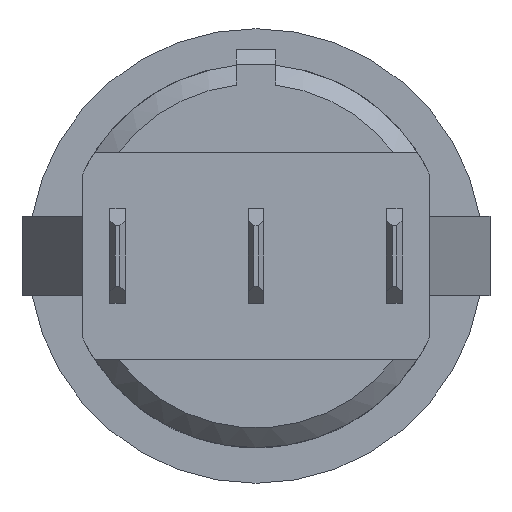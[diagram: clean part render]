
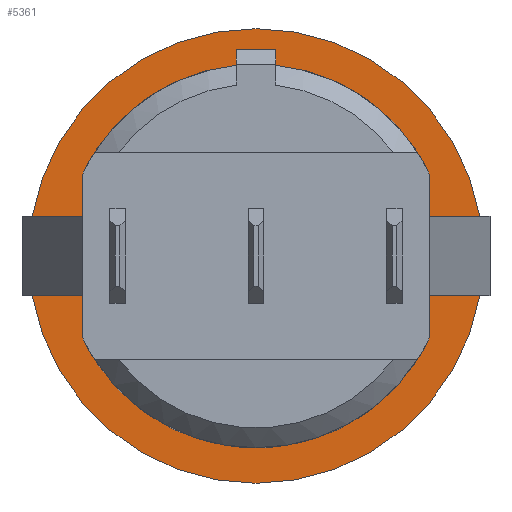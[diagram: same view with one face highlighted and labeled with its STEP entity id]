
A CAD part, front view. The second image highlights one B-rep face of the part: STEP entity #5361.
In plain terms, the highlighted planar face has unit normal (0, -1, 0).
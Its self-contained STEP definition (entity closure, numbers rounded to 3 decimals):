
#114 = CARTESIAN_POINT ( 'NONE',  ( -9.7, 15., 2. ) ) ;
#358 = LINE ( 'NONE', #11469, #4102 ) ;
#403 = DIRECTION ( 'NONE',  ( 0., 1., 0. ) ) ;
#448 = CARTESIAN_POINT ( 'NONE',  ( -8.8, 15., -4.08 ) ) ;
#538 = DIRECTION ( 'NONE',  ( 1., 0., 0. ) ) ;
#567 = CARTESIAN_POINT ( 'NONE',  ( 1., 15., 10.45 ) ) ;
#580 = DIRECTION ( 'NONE',  ( 0., 0., -1. ) ) ;
#679 = ORIENTED_EDGE ( 'NONE', *, *, #6201, .F. ) ;
#763 = CIRCLE ( 'NONE', #2705, 9.7 ) ;
#813 = CIRCLE ( 'NONE', #10398, 9.7 ) ;
#834 = LINE ( 'NONE', #10278, #8509 ) ;
#958 = LINE ( 'NONE', #8417, #6932 ) ;
#1070 = VECTOR ( 'NONE', #580, 1000. ) ;
#1120 = CARTESIAN_POINT ( 'NONE',  ( 10.169, 15., 2. ) ) ;
#1144 = AXIS2_PLACEMENT_3D ( 'NONE', #6825, #8606, #7570 ) ;
#1168 = DIRECTION ( 'NONE',  ( 0., 0., 1. ) ) ;
#1411 = VERTEX_POINT ( 'NONE', #11951 ) ;
#1445 = EDGE_CURVE ( 'NONE', #8946, #11257, #7279, .T. ) ;
#1468 = CARTESIAN_POINT ( 'NONE',  ( 0., 15., 11.5 ) ) ;
#1480 = ORIENTED_EDGE ( 'NONE', *, *, #9507, .T. ) ;
#1530 = AXIS2_PLACEMENT_3D ( 'NONE', #6899, #403, #4142 ) ;
#1549 = LINE ( 'NONE', #2584, #9609 ) ;
#1699 = VECTOR ( 'NONE', #10738, 1000. ) ;
#1762 = CARTESIAN_POINT ( 'NONE',  ( -1., 15., 10.45 ) ) ;
#1764 = EDGE_LOOP ( 'NONE', ( #5618, #8292, #4827, #1480, #6355, #4916, #679, #11824 ) ) ;
#1852 = CARTESIAN_POINT ( 'NONE',  ( -9.7, 15., -2. ) ) ;
#1863 = EDGE_CURVE ( 'NONE', #1411, #6531, #8921, .T. ) ;
#2089 = DIRECTION ( 'NONE',  ( 0., 1., 0. ) ) ;
#2130 = VERTEX_POINT ( 'NONE', #10722 ) ;
#2135 = EDGE_LOOP ( 'NONE', ( #11061, #10575 ) ) ;
#2177 = VERTEX_POINT ( 'NONE', #10786 ) ;
#2261 = FACE_BOUND ( 'NONE', #1764, .T. ) ;
#2382 = EDGE_CURVE ( 'NONE', #11597, #11892, #2582, .T. ) ;
#2426 = VECTOR ( 'NONE', #4093, 1000. ) ;
#2540 = VERTEX_POINT ( 'NONE', #3002 ) ;
#2582 = LINE ( 'NONE', #10062, #11337 ) ;
#2584 = CARTESIAN_POINT ( 'NONE',  ( -10.169, 15., 2. ) ) ;
#2592 = LINE ( 'NONE', #5235, #3798 ) ;
#2630 = CARTESIAN_POINT ( 'NONE',  ( -10.169, 15., -2. ) ) ;
#2642 = DIRECTION ( 'NONE',  ( 1., 0., 0. ) ) ;
#2705 = AXIS2_PLACEMENT_3D ( 'NONE', #9364, #6428, #7572 ) ;
#2909 = EDGE_CURVE ( 'NONE', #1411, #10320, #9119, .T. ) ;
#3002 = CARTESIAN_POINT ( 'NONE',  ( 8.8, 15., 4.08 ) ) ;
#3066 = FACE_BOUND ( 'NONE', #10779, .T. ) ;
#3400 = LINE ( 'NONE', #11801, #1070 ) ;
#3522 = VERTEX_POINT ( 'NONE', #114 ) ;
#3681 = CARTESIAN_POINT ( 'NONE',  ( 0., 15., -11.5 ) ) ;
#3798 = VECTOR ( 'NONE', #6345, 1000. ) ;
#4034 = CARTESIAN_POINT ( 'NONE',  ( -1., 15., 10.45 ) ) ;
#4069 = VECTOR ( 'NONE', #538, 1000. ) ;
#4093 = DIRECTION ( 'NONE',  ( 0., 0., -1. ) ) ;
#4102 = VECTOR ( 'NONE', #1168, 1000. ) ;
#4142 = DIRECTION ( 'NONE',  ( 0., 0., 1. ) ) ;
#4172 = EDGE_CURVE ( 'NONE', #11892, #6765, #3400, .T. ) ;
#4213 = DIRECTION ( 'NONE',  ( 0., 0., 1. ) ) ;
#4547 = EDGE_CURVE ( 'NONE', #7439, #2540, #358, .T. ) ;
#4550 = DIRECTION ( 'NONE',  ( 0., 1., 0. ) ) ;
#4598 = DIRECTION ( 'NONE',  ( 0., 1., 0. ) ) ;
#4720 = VECTOR ( 'NONE', #8846, 1000. ) ;
#4727 = ORIENTED_EDGE ( 'NONE', *, *, #8217, .F. ) ;
#4827 = ORIENTED_EDGE ( 'NONE', *, *, #4547, .F. ) ;
#4844 = DIRECTION ( 'NONE',  ( -1., 0., 0. ) ) ;
#4916 = ORIENTED_EDGE ( 'NONE', *, *, #8367, .T. ) ;
#5185 = ORIENTED_EDGE ( 'NONE', *, *, #7406, .T. ) ;
#5235 = CARTESIAN_POINT ( 'NONE',  ( -10.169, 15., -2. ) ) ;
#5361 = ADVANCED_FACE ( 'NONE', ( #2261, #3066, #6797, #9814 ), #10488, .F. ) ;
#5557 = ORIENTED_EDGE ( 'NONE', *, *, #2909, .T. ) ;
#5618 = ORIENTED_EDGE ( 'NONE', *, *, #4172, .T. ) ;
#5782 = ORIENTED_EDGE ( 'NONE', *, *, #1445, .F. ) ;
#5977 = AXIS2_PLACEMENT_3D ( 'NONE', #6349, #4550, #6464 ) ;
#6054 = CARTESIAN_POINT ( 'NONE',  ( 9.7, 15., 2. ) ) ;
#6169 = ORIENTED_EDGE ( 'NONE', *, *, #8633, .T. ) ;
#6201 = EDGE_CURVE ( 'NONE', #11597, #2177, #7032, .T. ) ;
#6345 = DIRECTION ( 'NONE',  ( 0., 0., 1. ) ) ;
#6349 = CARTESIAN_POINT ( 'NONE',  ( 0., 15., 0. ) ) ;
#6355 = ORIENTED_EDGE ( 'NONE', *, *, #10135, .T. ) ;
#6428 = DIRECTION ( 'NONE',  ( 0., 1., 0. ) ) ;
#6464 = DIRECTION ( 'NONE',  ( 0., 0., 1. ) ) ;
#6531 = VERTEX_POINT ( 'NONE', #9924 ) ;
#6532 = AXIS2_PLACEMENT_3D ( 'NONE', #6912, #2089, #10542 ) ;
#6765 = VERTEX_POINT ( 'NONE', #7637 ) ;
#6797 = FACE_OUTER_BOUND ( 'NONE', #2135, .T. ) ;
#6800 = CIRCLE ( 'NONE', #1530, 11.5 ) ;
#6825 = CARTESIAN_POINT ( 'NONE',  ( 0., 15., 0. ) ) ;
#6899 = CARTESIAN_POINT ( 'NONE',  ( 0., 15., 0. ) ) ;
#6912 = CARTESIAN_POINT ( 'NONE',  ( 0., 15., 0. ) ) ;
#6932 = VECTOR ( 'NONE', #7502, 1000. ) ;
#7032 = LINE ( 'NONE', #4034, #2426 ) ;
#7121 = CARTESIAN_POINT ( 'NONE',  ( 8.8, 15., -4.08 ) ) ;
#7279 = LINE ( 'NONE', #8253, #4069 ) ;
#7303 = LINE ( 'NONE', #11039, #4720 ) ;
#7406 = EDGE_CURVE ( 'NONE', #8946, #9861, #2592, .T. ) ;
#7439 = VERTEX_POINT ( 'NONE', #7121 ) ;
#7502 = DIRECTION ( 'NONE',  ( 0., 0., 1. ) ) ;
#7517 = EDGE_CURVE ( 'NONE', #6531, #10601, #10258, .T. ) ;
#7527 = VERTEX_POINT ( 'NONE', #3681 ) ;
#7531 = VECTOR ( 'NONE', #8935, 1000. ) ;
#7570 = DIRECTION ( 'NONE',  ( 0., 0., 1. ) ) ;
#7572 = DIRECTION ( 'NONE',  ( 0., 0., 1. ) ) ;
#7637 = CARTESIAN_POINT ( 'NONE',  ( 1., 15., 9.648 ) ) ;
#7892 = CARTESIAN_POINT ( 'NONE',  ( 9.7, 15., -2. ) ) ;
#7990 = EDGE_LOOP ( 'NONE', ( #11417, #11450, #9028, #5557 ) ) ;
#8009 = VERTEX_POINT ( 'NONE', #1468 ) ;
#8051 = CIRCLE ( 'NONE', #1144, 11.5 ) ;
#8064 = EDGE_CURVE ( 'NONE', #10320, #10601, #834, .T. ) ;
#8217 = EDGE_CURVE ( 'NONE', #11257, #3522, #958, .T. ) ;
#8253 = CARTESIAN_POINT ( 'NONE',  ( -10.169, 15., -2. ) ) ;
#8284 = VERTEX_POINT ( 'NONE', #448 ) ;
#8292 = ORIENTED_EDGE ( 'NONE', *, *, #11595, .T. ) ;
#8300 = CARTESIAN_POINT ( 'NONE',  ( -10.169, 15., 2. ) ) ;
#8329 = DIRECTION ( 'NONE',  ( 0., 0., 1. ) ) ;
#8367 = EDGE_CURVE ( 'NONE', #2130, #2177, #11463, .T. ) ;
#8417 = CARTESIAN_POINT ( 'NONE',  ( -9.7, 15., -2. ) ) ;
#8509 = VECTOR ( 'NONE', #4213, 1000. ) ;
#8606 = DIRECTION ( 'NONE',  ( 0., 1., 0. ) ) ;
#8633 = EDGE_CURVE ( 'NONE', #9861, #3522, #1549, .T. ) ;
#8846 = DIRECTION ( 'NONE',  ( 0., 0., 1. ) ) ;
#8921 = LINE ( 'NONE', #11608, #1699 ) ;
#8935 = DIRECTION ( 'NONE',  ( -1., 0., 0. ) ) ;
#8946 = VERTEX_POINT ( 'NONE', #2630 ) ;
#9028 = ORIENTED_EDGE ( 'NONE', *, *, #1863, .F. ) ;
#9119 = LINE ( 'NONE', #11749, #7531 ) ;
#9152 = CARTESIAN_POINT ( 'NONE',  ( 0., 15., 0. ) ) ;
#9364 = CARTESIAN_POINT ( 'NONE',  ( 0., 15., 0. ) ) ;
#9507 = EDGE_CURVE ( 'NONE', #7439, #8284, #813, .T. ) ;
#9609 = VECTOR ( 'NONE', #11036, 1000. ) ;
#9814 = FACE_BOUND ( 'NONE', #7990, .T. ) ;
#9861 = VERTEX_POINT ( 'NONE', #8300 ) ;
#9924 = CARTESIAN_POINT ( 'NONE',  ( 10.169, 15., 2. ) ) ;
#10062 = CARTESIAN_POINT ( 'NONE',  ( -1., 15., 10.45 ) ) ;
#10135 = EDGE_CURVE ( 'NONE', #8284, #2130, #7303, .T. ) ;
#10258 = LINE ( 'NONE', #1120, #11847 ) ;
#10278 = CARTESIAN_POINT ( 'NONE',  ( 9.7, 15., -2. ) ) ;
#10320 = VERTEX_POINT ( 'NONE', #7892 ) ;
#10398 = AXIS2_PLACEMENT_3D ( 'NONE', #9152, #4598, #8329 ) ;
#10488 = PLANE ( 'NONE',  #6532 ) ;
#10542 = DIRECTION ( 'NONE',  ( 0., 0., 1. ) ) ;
#10575 = ORIENTED_EDGE ( 'NONE', *, *, #10704, .F. ) ;
#10601 = VERTEX_POINT ( 'NONE', #6054 ) ;
#10704 = EDGE_CURVE ( 'NONE', #8009, #7527, #8051, .T. ) ;
#10722 = CARTESIAN_POINT ( 'NONE',  ( -8.8, 15., 4.08 ) ) ;
#10738 = DIRECTION ( 'NONE',  ( 0., 0., 1. ) ) ;
#10779 = EDGE_LOOP ( 'NONE', ( #4727, #5782, #5185, #6169 ) ) ;
#10786 = CARTESIAN_POINT ( 'NONE',  ( -1., 15., 9.648 ) ) ;
#11036 = DIRECTION ( 'NONE',  ( 1., 0., 0. ) ) ;
#11039 = CARTESIAN_POINT ( 'NONE',  ( -8.8, 15., 4.5 ) ) ;
#11061 = ORIENTED_EDGE ( 'NONE', *, *, #11365, .F. ) ;
#11257 = VERTEX_POINT ( 'NONE', #1852 ) ;
#11337 = VECTOR ( 'NONE', #2642, 1000. ) ;
#11365 = EDGE_CURVE ( 'NONE', #7527, #8009, #6800, .T. ) ;
#11417 = ORIENTED_EDGE ( 'NONE', *, *, #8064, .T. ) ;
#11450 = ORIENTED_EDGE ( 'NONE', *, *, #7517, .F. ) ;
#11463 = CIRCLE ( 'NONE', #5977, 9.7 ) ;
#11469 = CARTESIAN_POINT ( 'NONE',  ( 8.8, 15., 4.5 ) ) ;
#11595 = EDGE_CURVE ( 'NONE', #6765, #2540, #763, .T. ) ;
#11597 = VERTEX_POINT ( 'NONE', #1762 ) ;
#11608 = CARTESIAN_POINT ( 'NONE',  ( 10.169, 15., -2. ) ) ;
#11749 = CARTESIAN_POINT ( 'NONE',  ( 10.169, 15., -2. ) ) ;
#11801 = CARTESIAN_POINT ( 'NONE',  ( 1., 15., 10.45 ) ) ;
#11824 = ORIENTED_EDGE ( 'NONE', *, *, #2382, .T. ) ;
#11847 = VECTOR ( 'NONE', #4844, 1000. ) ;
#11892 = VERTEX_POINT ( 'NONE', #567 ) ;
#11951 = CARTESIAN_POINT ( 'NONE',  ( 10.169, 15., -2. ) ) ;
